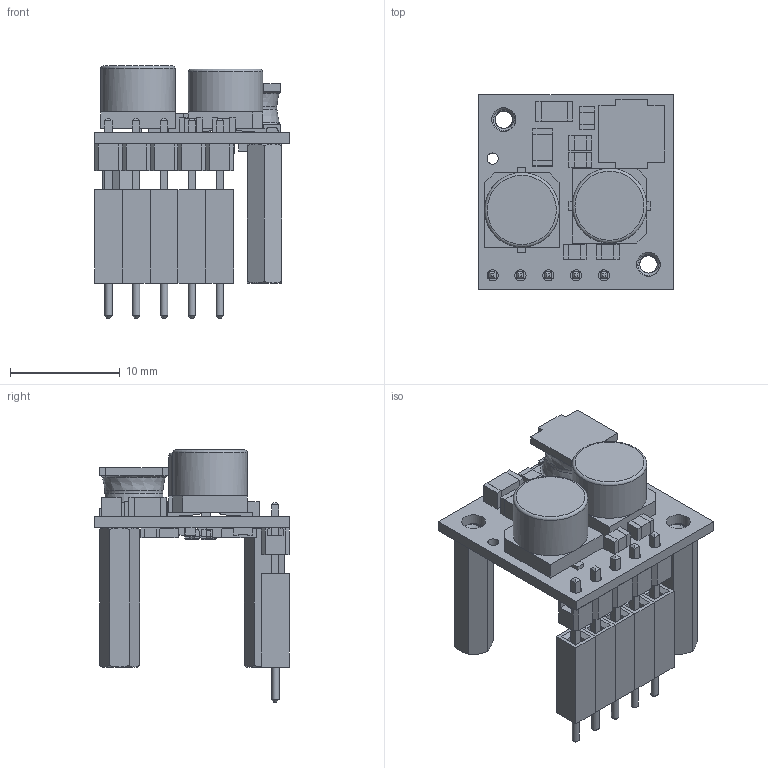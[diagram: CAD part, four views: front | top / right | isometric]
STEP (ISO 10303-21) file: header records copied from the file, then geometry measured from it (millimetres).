
FILE_DESCRIPTION(/* description */ ('STEP AP242','CAx-IF Rec.Pracs.---Representation and Presentation of Product Manufacturing Information (PMI)---4.0---2014-10-13','CAx-IF Rec.Pracs.---3D Tessellated Geometry---0.4---2014-09-14','2;1'),/* implementation_level */ '2;1');
FILE_NAME(/* name */ '621a82c903898d0c94cc7ad4',/* time_stamp */ '2022-02-26T19:43:07+00:00',/* author */ (''),/* organization */ (''),/* preprocessor_version */ 'ST-DEVELOPER v18.101',/* originating_system */ ' ',/* authorisation */ ' ');
FILE_SCHEMA (('AP242_MANAGED_MODEL_BASED_3D_ENGINEERING_MIM_LF { 1 0 10303 442 1 1 4 }'));
Length unit declared in the file: metre
Products named in the file (19): d24v22fx_headers_standoff; d24v22fx-step-down-voltage-regulators; 91780A032_Female Threaded Hex Standoff; Male Header 1x5 <1>; Male Header <2>; Part 1; Male Header <4>; Male Header <5>; Male Header <1>; Male Header <3>; Female Header 1x5 <1>; Female Header Pin <3>; Female Header Pin <1>; Female Header Pin <2>; Female Header Pin <4>; Female Header Pin <5>
Assembly tree (35 placements, depth 4):
  d24v22fx_headers_standoff
    d24v22fx-step-down-voltage-regulators
    91780A032_Female Threaded Hex Standoff  x2
    Male Header 1x5 <1>
      Male Header <2>
        Part 1
        Part 1
      Male Header <4>
        Part 1
        Part 1
      Male Header <5>
        Part 1
        Part 1
      Male Header <1>
        Part 1
        Part 1
      Male Header <3>
        Part 1
        Part 1
    Female Header 1x5 <1>
      Female Header Pin <3>
        Part 1
        Part 1
      Female Header Pin <1>
        Part 1
        Part 1
      Female Header Pin <2>
        Part 1
        Part 1
      Female Header Pin <4>
        Part 1
        Part 1
      Female Header Pin <5>
        Part 1
        Part 1
Bounding box: 17.8 x 17.78 x 23.02 mm (x, y, z)
Volume: 1395.6 mm3; surface area: 3256.2 mm2
Topology: 23 solids, 23 shells, 1368 faces, 3779 edges, 2510 vertices
Faces by surface type: plane 1111, bspline 103, cylinder 94, cone 36, sphere 17, torus 7
Full cylindrical faces by diameter (mm): 0.381 x1, 0.67 x5, 1.016 x6, 2.184 x2, 6.8 x2
Entity records: 45321 total; most frequent: CARTESIAN_POINT 13661, ORIENTED_EDGE 5940, DIRECTION 4838, EDGE_CURVE 2970, LINE 2282, VECTOR 2282, VERTEX_POINT 1968, AXIS2_PLACEMENT_3D 1278
